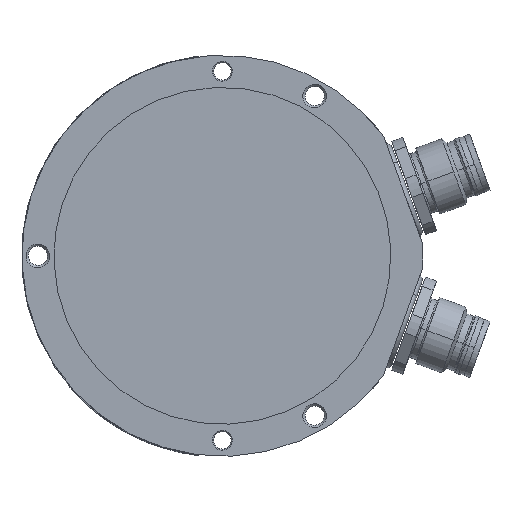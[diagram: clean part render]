
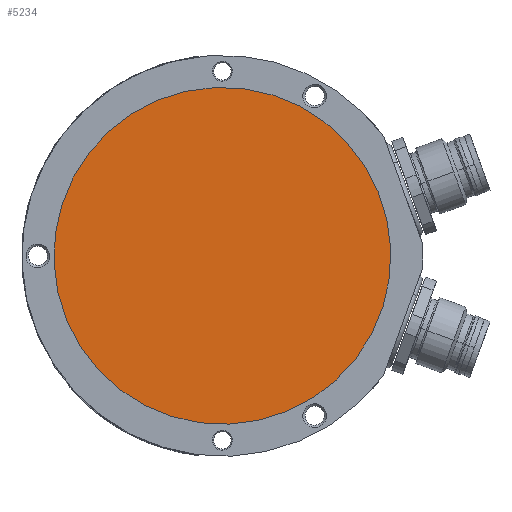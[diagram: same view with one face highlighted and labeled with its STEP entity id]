
A CAD part, left-side view. The second image highlights one B-rep face of the part: STEP entity #5234.
In plain terms, the highlighted planar face has unit normal (-1, 0, 0).
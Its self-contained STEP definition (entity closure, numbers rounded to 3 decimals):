
#239 = EDGE_CURVE ( 'NONE', #9546, #13942, #1884, .T. ) ;
#519 = ORIENTED_EDGE ( 'NONE', *, *, #10958, .T. ) ;
#535 = CIRCLE ( 'NONE', #12848, 29.4 ) ;
#548 = DIRECTION ( 'NONE',  ( 0., 1., 0. ) ) ;
#604 = PLANE ( 'NONE',  #4447 ) ;
#1254 = EDGE_CURVE ( 'NONE', #1605, #13087, #12734, .T. ) ;
#1437 = ORIENTED_EDGE ( 'NONE', *, *, #6335, .T. ) ;
#1498 = DIRECTION ( 'NONE',  ( -1., 0., 0. ) ) ;
#1605 = VERTEX_POINT ( 'NONE', #6410 ) ;
#1884 = CIRCLE ( 'NONE', #12447, 3. ) ;
#1942 = DIRECTION ( 'NONE',  ( -1., 0., 0. ) ) ;
#2271 = CARTESIAN_POINT ( 'NONE',  ( -18.9, -29., 8.089 ) ) ;
#2498 = ORIENTED_EDGE ( 'NONE', *, *, #239, .T. ) ;
#2611 = AXIS2_PLACEMENT_3D ( 'NONE', #15308, #7962, #548 ) ;
#2799 = CARTESIAN_POINT ( 'NONE',  ( -18.9, -26., -8.089 ) ) ;
#3344 = EDGE_CURVE ( 'NONE', #10240, #1605, #15988, .T. ) ;
#3486 = CARTESIAN_POINT ( 'NONE',  ( -18.9, -29., -8.089 ) ) ;
#4344 = VECTOR ( 'NONE', #10552, 1000. ) ;
#4447 = AXIS2_PLACEMENT_3D ( 'NONE', #14179, #6835, #15420 ) ;
#5105 = ORIENTED_EDGE ( 'NONE', *, *, #6427, .T. ) ;
#5234 = ADVANCED_FACE ( 'NONE', ( #6896 ), #604, .T. ) ;
#6335 = EDGE_CURVE ( 'NONE', #13087, #15534, #9169, .T. ) ;
#6410 = CARTESIAN_POINT ( 'NONE',  ( -18.9, -29., 4.833 ) ) ;
#6427 = EDGE_CURVE ( 'NONE', #13942, #10240, #10897, .T. ) ;
#6835 = DIRECTION ( 'NONE',  ( -1., 0., 0. ) ) ;
#6841 = CARTESIAN_POINT ( 'NONE',  ( -18.9, 0., 0. ) ) ;
#6896 = FACE_OUTER_BOUND ( 'NONE', #9117, .T. ) ;
#7962 = DIRECTION ( 'NONE',  ( -1., 0., 0. ) ) ;
#8078 = DIRECTION ( 'NONE',  ( 0., 1., 0. ) ) ;
#8527 = CARTESIAN_POINT ( 'NONE',  ( -18.9, -27.359, 10.763 ) ) ;
#8900 = CARTESIAN_POINT ( 'NONE',  ( -18.9, 0., 0. ) ) ;
#9117 = EDGE_LOOP ( 'NONE', ( #1437, #519, #2498, #5105, #14174, #13529 ) ) ;
#9169 = CIRCLE ( 'NONE', #2611, 3. ) ;
#9313 = CARTESIAN_POINT ( 'NONE',  ( -18.9, -29., -11. ) ) ;
#9435 = AXIS2_PLACEMENT_3D ( 'NONE', #8900, #1498, #10145 ) ;
#9546 = VERTEX_POINT ( 'NONE', #11803 ) ;
#10145 = DIRECTION ( 'NONE',  ( 0., 1., 0. ) ) ;
#10240 = VERTEX_POINT ( 'NONE', #12238 ) ;
#10552 = DIRECTION ( 'NONE',  ( 0., 0., 1. ) ) ;
#10897 = LINE ( 'NONE', #9313, #4344 ) ;
#10958 = EDGE_CURVE ( 'NONE', #15534, #9546, #535, .T. ) ;
#11235 = CARTESIAN_POINT ( 'NONE',  ( -18.9, -29., -11. ) ) ;
#11493 = DIRECTION ( 'NONE',  ( 0., 0., 1. ) ) ;
#11803 = CARTESIAN_POINT ( 'NONE',  ( -18.9, -27.359, -10.763 ) ) ;
#12238 = CARTESIAN_POINT ( 'NONE',  ( -18.9, -29., -4.833 ) ) ;
#12447 = AXIS2_PLACEMENT_3D ( 'NONE', #2799, #1942, #12544 ) ;
#12544 = DIRECTION ( 'NONE',  ( 0., 1., 0. ) ) ;
#12734 = LINE ( 'NONE', #11235, #16005 ) ;
#12848 = AXIS2_PLACEMENT_3D ( 'NONE', #6841, #15429, #8078 ) ;
#13087 = VERTEX_POINT ( 'NONE', #2271 ) ;
#13529 = ORIENTED_EDGE ( 'NONE', *, *, #1254, .T. ) ;
#13942 = VERTEX_POINT ( 'NONE', #3486 ) ;
#14174 = ORIENTED_EDGE ( 'NONE', *, *, #3344, .T. ) ;
#14179 = CARTESIAN_POINT ( 'NONE',  ( -18.9, 0., 0. ) ) ;
#15308 = CARTESIAN_POINT ( 'NONE',  ( -18.9, -26., 8.089 ) ) ;
#15420 = DIRECTION ( 'NONE',  ( 0., 1., 0. ) ) ;
#15429 = DIRECTION ( 'NONE',  ( -1., 0., 0. ) ) ;
#15534 = VERTEX_POINT ( 'NONE', #8527 ) ;
#15988 = CIRCLE ( 'NONE', #9435, 29.4 ) ;
#16005 = VECTOR ( 'NONE', #11493, 1000. ) ;
